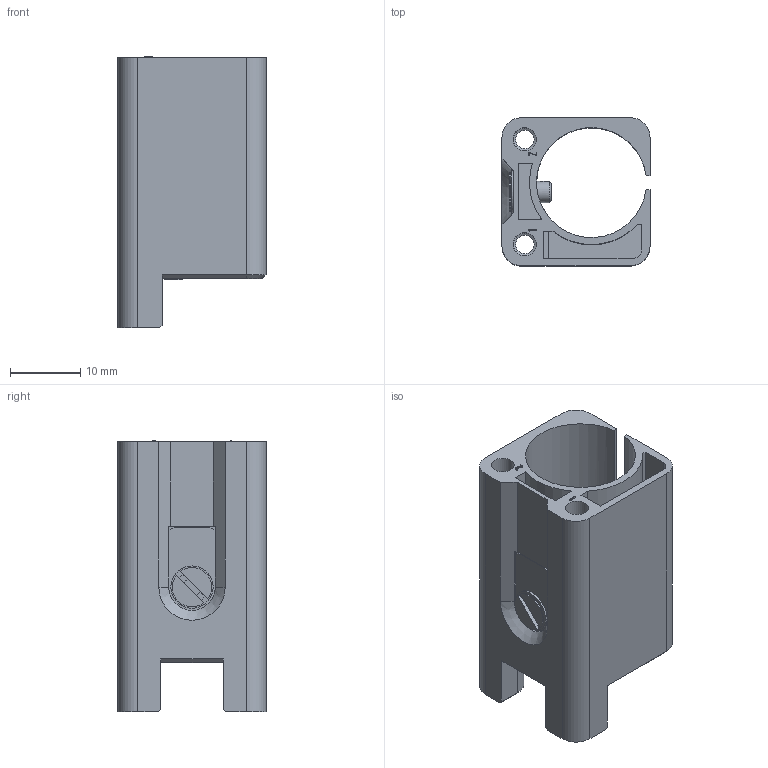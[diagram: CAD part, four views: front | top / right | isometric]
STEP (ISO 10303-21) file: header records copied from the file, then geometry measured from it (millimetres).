
FILE_DESCRIPTION(/* description */ (''),/* implementation_level */ '2;1');
FILE_NAME(/* name */ '100095335ugm000_b.stp',/* time_stamp */ '2014-06-30T13:54:10+02:00',/* author */ (''),/* organization */ (''),/* preprocessor_version */ 'ST-DEVELOPER v15',/* originating_system */ 'SIEMENS PLM Software NX 8.5',/* authorisation */ '');
FILE_SCHEMA (('AUTOMOTIVE_DESIGN { 1 0 10303 214 3 1 1 1 }'));
Length unit declared in the file: millimetre
Products named in the file (1): 100095335ugm000_b
Bounding box: 21 x 21 x 38.55 mm (x, y, z)
Volume: 5420.9 mm3; surface area: 7393.3 mm2
Topology: 1 solids, 1 shells, 277 faces, 822 edges, 660 vertices
Faces by surface type: plane 214, cylinder 50, cone 10, extrusion 2, bspline 1
Full cylindrical faces by diameter (mm): 1.1 x1, 1.3 x1, 2.6 x2, 3 x4, 3.25 x2, 3.3 x2, 3.38 x1, 4.6 x2, 6 x1
Entity records: 11412 total; most frequent: CARTESIAN_POINT 1817, DIRECTION 1468, ORIENTED_EDGE 1410, EDGE_CURVE 705, VECTOR 656, LINE 654, VERTEX_POINT 476, AXIS2_PLACEMENT_3D 406
